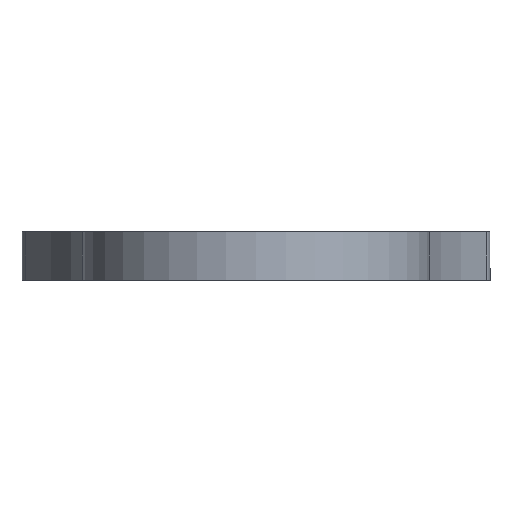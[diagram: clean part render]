
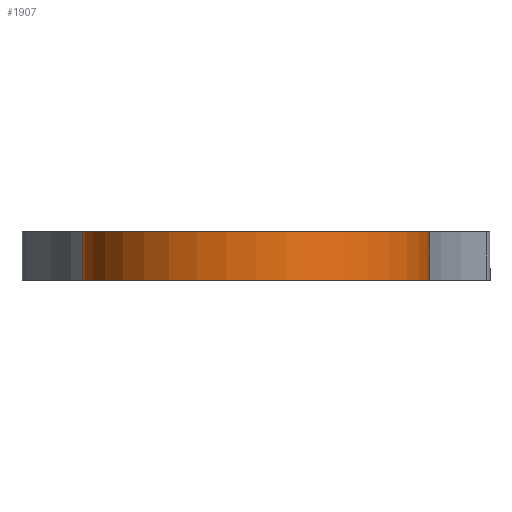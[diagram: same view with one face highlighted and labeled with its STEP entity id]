
A CAD part, front view. The second image highlights one B-rep face of the part: STEP entity #1907.
In plain terms, the highlighted cylindrical face has radius 28.5 mm (diameter 57 mm), a partial arc.
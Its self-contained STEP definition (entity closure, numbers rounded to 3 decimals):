
#162=FACE_OUTER_BOUND('',#307,.T.);
#307=EDGE_LOOP('',(#1497,#1498,#1499,#1500));
#400=LINE('',#3055,#519);
#417=LINE('',#3140,#536);
#519=VECTOR('',#2400,10.);
#536=VECTOR('',#2507,10.);
#628=CIRCLE('',#1985,28.5);
#734=CIRCLE('',#2146,28.5);
#785=VERTEX_POINT('',#2910);
#786=VERTEX_POINT('',#2912);
#854=VERTEX_POINT('',#3054);
#877=VERTEX_POINT('',#3138);
#969=EDGE_CURVE('',#786,#785,#628,.T.);
#1040=EDGE_CURVE('',#786,#854,#400,.T.);
#1080=EDGE_CURVE('',#785,#877,#417,.T.);
#1128=EDGE_CURVE('',#854,#877,#734,.T.);
#1497=ORIENTED_EDGE('',*,*,#1040,.F.);
#1498=ORIENTED_EDGE('',*,*,#969,.T.);
#1499=ORIENTED_EDGE('',*,*,#1080,.T.);
#1500=ORIENTED_EDGE('',*,*,#1128,.F.);
#1812=CYLINDRICAL_SURFACE('',#2145,28.5);
#1907=ADVANCED_FACE('',(#162),#1812,.T.);
#1985=AXIS2_PLACEMENT_3D('',#2913,#2267,#2268);
#2145=AXIS2_PLACEMENT_3D('',#3244,#2640,#2641);
#2146=AXIS2_PLACEMENT_3D('',#3245,#2642,#2643);
#2267=DIRECTION('center_axis',(0.,0.,
1.));
#2268=DIRECTION('ref_axis',(-1.,0.,0.));
#2400=DIRECTION('',(0.,0.,1.));
#2507=DIRECTION('',(0.,0.,1.));
#2640=DIRECTION('center_axis',(0.,0.,
1.));
#2641=DIRECTION('ref_axis',(-1.,0.,0.));
#2642=DIRECTION('center_axis',(0.,0.,
1.));
#2643=DIRECTION('ref_axis',(-1.,0.,0.));
#2910=CARTESIAN_POINT('',(30.243,-30.036,181.44));
#2912=CARTESIAN_POINT('',(-26.757,-30.036,181.44));
#2913=CARTESIAN_POINT('Origin',(1.743,-30.036,181.44));
#3054=CARTESIAN_POINT('',(-26.757,-30.036,189.44));
#3055=CARTESIAN_POINT('',(-26.757,-30.036,181.44));
#3138=CARTESIAN_POINT('',(30.243,-30.036,189.44));
#3140=CARTESIAN_POINT('',(30.243,-30.036,181.44));
#3244=CARTESIAN_POINT('Origin',(1.743,-30.036,181.44));
#3245=CARTESIAN_POINT('Origin',(1.743,-30.036,189.44));
